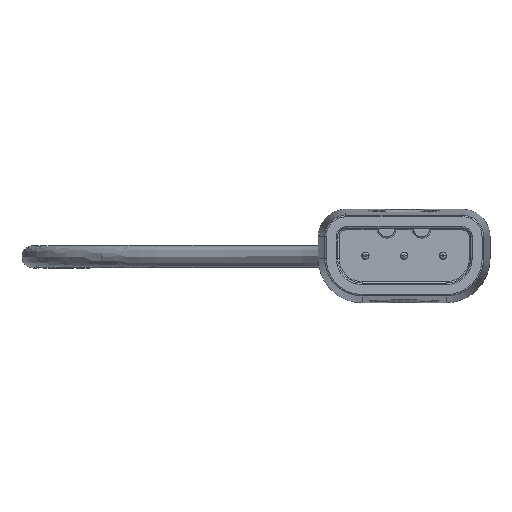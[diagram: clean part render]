
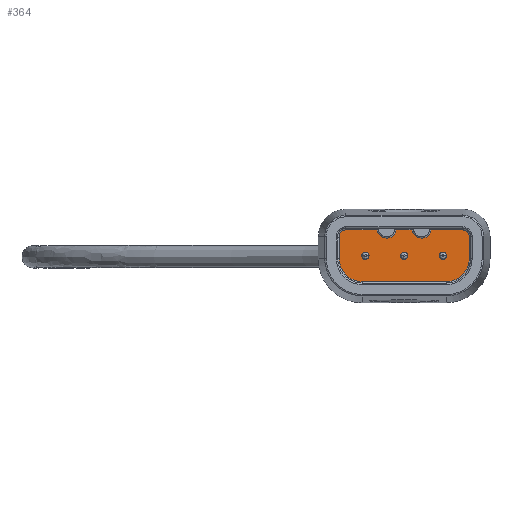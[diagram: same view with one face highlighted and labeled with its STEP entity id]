
A CAD part, top view. The second image highlights one B-rep face of the part: STEP entity #364.
In plain terms, the highlighted free-form (B-spline) face has degree [1, 1] with [2, 2] control points.
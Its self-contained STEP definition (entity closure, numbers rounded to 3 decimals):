
#364 = ADVANCED_FACE('',(#365),#487,.T.);
#365 = FACE_BOUND('',#366,.T.);
#366 = EDGE_LOOP('',(#367,#379,#386,#396,#403,#424,#431,#439,#446,#454,
    #461,#482));
#367 = ORIENTED_EDGE('',*,*,#368,.T.);
#368 = EDGE_CURVE('',#369,#371,#373,.T.);
#369 = VERTEX_POINT('',#370);
#370 = CARTESIAN_POINT('',(4.994,4.768,-13.534
    ));
#371 = VERTEX_POINT('',#372);
#372 = CARTESIAN_POINT('',(1.464,4.768,-13.534
    ));
#373 = ( BOUNDED_CURVE() B_SPLINE_CURVE(2,(#374,#375,#376,#377,#378),
.UNSPECIFIED.,.F.,.F.) B_SPLINE_CURVE_WITH_KNOTS((3,2,3),(0.154
,1.571,2.987),.PIECEWISE_BEZIER_KNOTS.) CURVE() 
GEOMETRIC_REPRESENTATION_ITEM() RATIONAL_B_SPLINE_CURVE((1.,
0.76,1.,0.76,1.)) REPRESENTATION_ITEM('') );
#374 = CARTESIAN_POINT('',(4.994,4.768,-13.534
    ));
#375 = CARTESIAN_POINT('',(4.759,3.257,-13.534)
  );
#376 = CARTESIAN_POINT('',(3.229,3.257,-13.534)
  );
#377 = CARTESIAN_POINT('',(1.699,3.257,-13.534)
  );
#378 = CARTESIAN_POINT('',(1.464,4.768,-13.534
    ));
#379 = ORIENTED_EDGE('',*,*,#380,.T.);
#380 = EDGE_CURVE('',#371,#381,#383,.T.);
#381 = VERTEX_POINT('',#382);
#382 = CARTESIAN_POINT('',(-1.464,4.768,
    -13.534));
#383 = B_SPLINE_CURVE_WITH_KNOTS('',1,(#384,#385),.UNSPECIFIED.,.F.,.F.,
  (2,2),(-6.715,-4.585),.PIECEWISE_BEZIER_KNOTS.);
#384 = CARTESIAN_POINT('',(1.464,4.768,-13.534
    ));
#385 = CARTESIAN_POINT('',(-1.464,4.768,
    -13.534));
#386 = ORIENTED_EDGE('',*,*,#387,.T.);
#387 = EDGE_CURVE('',#381,#388,#390,.T.);
#388 = VERTEX_POINT('',#389);
#389 = CARTESIAN_POINT('',(-4.994,4.768,
    -13.534));
#390 = ( BOUNDED_CURVE() B_SPLINE_CURVE(2,(#391,#392,#393,#394,#395),
.UNSPECIFIED.,.F.,.F.) B_SPLINE_CURVE_WITH_KNOTS((3,2,3),(0.154
,1.571,2.987),.PIECEWISE_BEZIER_KNOTS.) CURVE() 
GEOMETRIC_REPRESENTATION_ITEM() RATIONAL_B_SPLINE_CURVE((1.,
0.76,1.,0.76,1.)) REPRESENTATION_ITEM('') );
#391 = CARTESIAN_POINT('',(-1.464,4.768,
    -13.534));
#392 = CARTESIAN_POINT('',(-1.699,3.257,-13.534
    ));
#393 = CARTESIAN_POINT('',(-3.229,3.257,-13.534
    ));
#394 = CARTESIAN_POINT('',(-4.759,3.257,-13.534
    ));
#395 = CARTESIAN_POINT('',(-4.994,4.768,
    -13.534));
#396 = ORIENTED_EDGE('',*,*,#397,.T.);
#397 = EDGE_CURVE('',#388,#398,#400,.T.);
#398 = VERTEX_POINT('',#399);
#399 = CARTESIAN_POINT('',(-10.755,4.768,
    -13.534));
#400 = B_SPLINE_CURVE_WITH_KNOTS('',1,(#401,#402),.UNSPECIFIED.,.F.,.F.,
  (2,2),(-2.015,2.177),.PIECEWISE_BEZIER_KNOTS.);
#401 = CARTESIAN_POINT('',(-4.994,4.768,
    -13.534));
#402 = CARTESIAN_POINT('',(-10.755,4.768,
    -13.534));
#403 = ORIENTED_EDGE('',*,*,#404,.T.);
#404 = EDGE_CURVE('',#398,#405,#407,.T.);
#405 = VERTEX_POINT('',#406);
#406 = CARTESIAN_POINT('',(-11.984,3.458,
    -13.534));
#407 = B_SPLINE_CURVE_WITH_KNOTS('',3,(#408,#409,#410,#411,#412,#413,
    #414,#415,#416,#417,#418,#419,#420,#421,#422,#423),.UNSPECIFIED.,.F.
  ,.F.,(4,2,2,2,2,2,2,4),(0.,0.,0.,
    0.001,0.001,0.001,
    0.001,0.001),.UNSPECIFIED.);
#408 = CARTESIAN_POINT('',(-10.755,4.768,
    -13.534));
#409 = CARTESIAN_POINT('',(-10.839,4.767,-13.534)
  );
#410 = CARTESIAN_POINT('',(-10.924,4.762,
    -13.534));
#411 = CARTESIAN_POINT('',(-11.09,4.731,
    -13.534));
#412 = CARTESIAN_POINT('',(-11.17,4.707,
    -13.534));
#413 = CARTESIAN_POINT('',(-11.401,4.608,
    -13.534));
#414 = CARTESIAN_POINT('',(-11.543,4.51,
    -13.534));
#415 = CARTESIAN_POINT('',(-11.774,4.264,
    -13.534));
#416 = CARTESIAN_POINT('',(-11.862,4.116,
    -13.534));
#417 = CARTESIAN_POINT('',(-11.93,3.919,
    -13.534));
#418 = CARTESIAN_POINT('',(-11.941,3.878,
    -13.534));
#419 = CARTESIAN_POINT('',(-11.96,3.797,
    -13.534));
#420 = CARTESIAN_POINT('',(-11.969,3.756,
    -13.534));
#421 = CARTESIAN_POINT('',(-11.98,3.629,
    -13.534));
#422 = CARTESIAN_POINT('',(-11.981,3.543,
    -13.534));
#423 = CARTESIAN_POINT('',(-11.984,3.458,
    -13.534));
#424 = ORIENTED_EDGE('',*,*,#425,.T.);
#425 = EDGE_CURVE('',#405,#426,#428,.T.);
#426 = VERTEX_POINT('',#427);
#427 = CARTESIAN_POINT('',(-11.982,-0.55,
    -13.534));
#428 = B_SPLINE_CURVE_WITH_KNOTS('',1,(#429,#430),.UNSPECIFIED.,.F.,.F.,
  (2,2),(-2.918,-0.001),.PIECEWISE_BEZIER_KNOTS.);
#429 = CARTESIAN_POINT('',(-11.984,3.458,
    -13.534));
#430 = CARTESIAN_POINT('',(-11.982,-0.55,
    -13.534));
#431 = ORIENTED_EDGE('',*,*,#432,.T.);
#432 = EDGE_CURVE('',#426,#433,#435,.T.);
#433 = VERTEX_POINT('',#434);
#434 = CARTESIAN_POINT('',(-7.763,-4.768,
    -13.534));
#435 = ( BOUNDED_CURVE() B_SPLINE_CURVE(2,(#436,#437,#438),
.UNSPECIFIED.,.F.,.F.) B_SPLINE_CURVE_WITH_KNOTS((3,3),(3.142,
4.712),.PIECEWISE_BEZIER_KNOTS.) CURVE() 
GEOMETRIC_REPRESENTATION_ITEM() RATIONAL_B_SPLINE_CURVE((1.,
0.707,1.)) REPRESENTATION_ITEM('') );
#436 = CARTESIAN_POINT('',(-11.982,-0.55,
    -13.534));
#437 = CARTESIAN_POINT('',(-11.982,-4.768,
    -13.534));
#438 = CARTESIAN_POINT('',(-7.763,-4.768,
    -13.534));
#439 = ORIENTED_EDGE('',*,*,#440,.T.);
#440 = EDGE_CURVE('',#433,#441,#443,.T.);
#441 = VERTEX_POINT('',#442);
#442 = CARTESIAN_POINT('',(7.763,-4.768,
    -13.534));
#443 = B_SPLINE_CURVE_WITH_KNOTS('',1,(#444,#445),.UNSPECIFIED.,.F.,.F.,
  (2,2),(0.,11.3),.PIECEWISE_BEZIER_KNOTS.);
#444 = CARTESIAN_POINT('',(-7.763,-4.768,
    -13.534));
#445 = CARTESIAN_POINT('',(7.763,-4.768,
    -13.534));
#446 = ORIENTED_EDGE('',*,*,#447,.T.);
#447 = EDGE_CURVE('',#441,#448,#450,.T.);
#448 = VERTEX_POINT('',#449);
#449 = CARTESIAN_POINT('',(11.982,-0.55,
    -13.534));
#450 = ( BOUNDED_CURVE() B_SPLINE_CURVE(2,(#451,#452,#453),
.UNSPECIFIED.,.F.,.F.) B_SPLINE_CURVE_WITH_KNOTS((3,3),(4.712,
6.283),.PIECEWISE_BEZIER_KNOTS.) CURVE() 
GEOMETRIC_REPRESENTATION_ITEM() RATIONAL_B_SPLINE_CURVE((1.,
0.707,1.)) REPRESENTATION_ITEM('') );
#451 = CARTESIAN_POINT('',(7.763,-4.768,
    -13.534));
#452 = CARTESIAN_POINT('',(11.982,-4.768,
    -13.534));
#453 = CARTESIAN_POINT('',(11.982,-0.55,
    -13.534));
#454 = ORIENTED_EDGE('',*,*,#455,.T.);
#455 = EDGE_CURVE('',#448,#456,#458,.T.);
#456 = VERTEX_POINT('',#457);
#457 = CARTESIAN_POINT('',(11.982,3.541,
    -13.534));
#458 = B_SPLINE_CURVE_WITH_KNOTS('',1,(#459,#460),.UNSPECIFIED.,.F.,.F.,
  (2,2),(0.,2.977),.PIECEWISE_BEZIER_KNOTS.);
#459 = CARTESIAN_POINT('',(11.982,-0.55,
    -13.534));
#460 = CARTESIAN_POINT('',(11.982,3.541,
    -13.534));
#461 = ORIENTED_EDGE('',*,*,#462,.T.);
#462 = EDGE_CURVE('',#456,#463,#465,.T.);
#463 = VERTEX_POINT('',#464);
#464 = CARTESIAN_POINT('',(10.726,4.768,
    -13.534));
#465 = B_SPLINE_CURVE_WITH_KNOTS('',3,(#466,#467,#468,#469,#470,#471,
    #472,#473,#474,#475,#476,#477,#478,#479,#480,#481),.UNSPECIFIED.,.F.
  ,.F.,(4,2,2,2,2,2,2,4),(0.,0.,
    0.,0.001,0.001,
    0.001,0.001,0.001),
  .UNSPECIFIED.);
#466 = CARTESIAN_POINT('',(11.982,3.541,
    -13.534));
#467 = CARTESIAN_POINT('',(11.98,3.623,
    -13.534));
#468 = CARTESIAN_POINT('',(11.976,3.706,
    -13.534));
#469 = CARTESIAN_POINT('',(11.947,3.867,
    -13.534));
#470 = CARTESIAN_POINT('',(11.924,3.946,
    -13.534));
#471 = CARTESIAN_POINT('',(11.83,4.171,
    -13.534));
#472 = CARTESIAN_POINT('',(11.738,4.311,
    -13.534));
#473 = CARTESIAN_POINT('',(11.502,4.541,
    -13.534));
#474 = CARTESIAN_POINT('',(11.362,4.63,
    -13.534));
#475 = CARTESIAN_POINT('',(11.134,4.718,
    -13.534));
#476 = CARTESIAN_POINT('',(11.055,4.739,
    -13.534));
#477 = CARTESIAN_POINT('',(10.934,4.76,
    -13.534));
#478 = CARTESIAN_POINT('',(10.892,4.762,
    -13.534));
#479 = CARTESIAN_POINT('',(10.809,4.765,
    -13.534));
#480 = CARTESIAN_POINT('',(10.768,4.767,-13.534
    ));
#481 = CARTESIAN_POINT('',(10.726,4.768,
    -13.534));
#482 = ORIENTED_EDGE('',*,*,#483,.T.);
#483 = EDGE_CURVE('',#463,#369,#484,.T.);
#484 = B_SPLINE_CURVE_WITH_KNOTS('',1,(#485,#486),.UNSPECIFIED.,.F.,.F.,
  (2,2),(-13.456,-9.285),.PIECEWISE_BEZIER_KNOTS.);
#485 = CARTESIAN_POINT('',(10.726,4.768,
    -13.534));
#486 = CARTESIAN_POINT('',(4.994,4.768,-13.534
    ));
#487 = B_SPLINE_SURFACE_WITH_KNOTS('',1,1,(
    (#488,#489)
    ,(#490,#491
    )),.UNSPECIFIED.,.F.,.F.,.F.,(2,2),(2,2),(-3.071,
    14.37),(-3.07,3.87),
  .PIECEWISE_BEZIER_KNOTS.);
#488 = CARTESIAN_POINT('',(-11.984,-4.768,
    -13.534));
#489 = CARTESIAN_POINT('',(-11.984,4.768,
    -13.534));
#490 = CARTESIAN_POINT('',(11.982,-4.768,
    -13.534));
#491 = CARTESIAN_POINT('',(11.982,4.768,
    -13.534));
